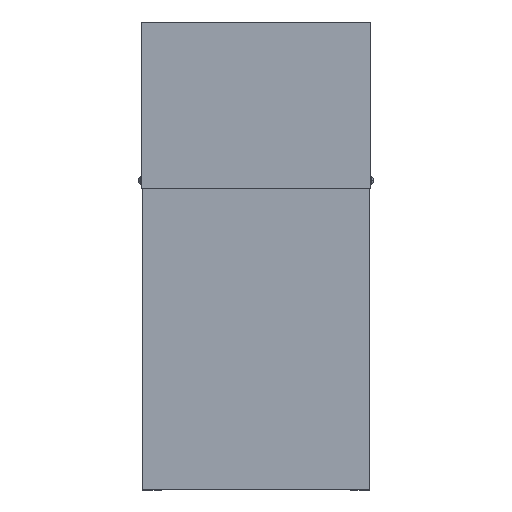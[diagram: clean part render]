
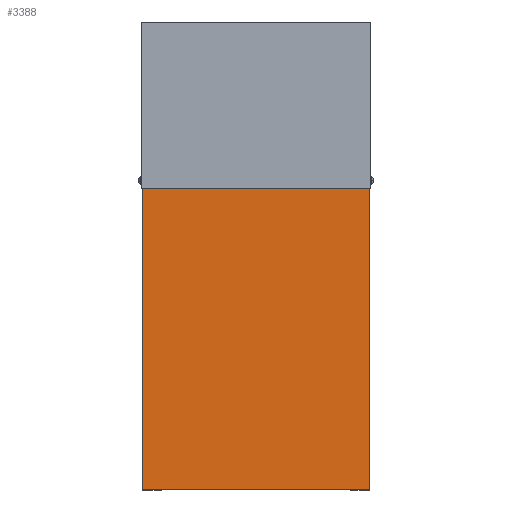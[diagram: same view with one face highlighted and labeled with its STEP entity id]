
A CAD part, top view. The second image highlights one B-rep face of the part: STEP entity #3388.
In plain terms, the highlighted planar face has unit normal (0, 0, 1).
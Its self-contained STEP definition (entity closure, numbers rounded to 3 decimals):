
#57 = VECTOR ( 'NONE', #1544, 1000. ) ;
#81 = VERTEX_POINT ( 'NONE', #1386 ) ;
#189 = DIRECTION ( 'NONE',  ( -1., 0., 0. ) ) ;
#269 = VERTEX_POINT ( 'NONE', #2552 ) ;
#327 = DIRECTION ( 'NONE',  ( 0., -1., 0. ) ) ;
#424 = ORIENTED_EDGE ( 'NONE', *, *, #604, .T. ) ;
#598 = CARTESIAN_POINT ( 'NONE',  ( 150., 418.2, 0. ) ) ;
#604 = EDGE_CURVE ( 'NONE', #269, #1733, #3073, .T. ) ;
#622 = DIRECTION ( 'NONE',  ( 0., 0., 1. ) ) ;
#713 = LINE ( 'NONE', #1300, #1147 ) ;
#960 = CARTESIAN_POINT ( 'NONE',  ( -150., -0.8, 0. ) ) ;
#964 = LINE ( 'NONE', #960, #57 ) ;
#1039 = CARTESIAN_POINT ( 'NONE',  ( 150., 418.2, 0. ) ) ;
#1081 = DIRECTION ( 'NONE',  ( 0., -1., 0. ) ) ;
#1134 = ORIENTED_EDGE ( 'NONE', *, *, #1955, .F. ) ;
#1147 = VECTOR ( 'NONE', #189, 1000. ) ;
#1238 = ORIENTED_EDGE ( 'NONE', *, *, #2074, .T. ) ;
#1300 = CARTESIAN_POINT ( 'NONE',  ( -150., 418.2, 0. ) ) ;
#1386 = CARTESIAN_POINT ( 'NONE',  ( 150., -0.8, 0. ) ) ;
#1396 = ORIENTED_EDGE ( 'NONE', *, *, #2404, .F. ) ;
#1467 = PLANE ( 'NONE',  #2391 ) ;
#1497 = EDGE_LOOP ( 'NONE', ( #424, #1134, #1396, #1238 ) ) ;
#1544 = DIRECTION ( 'NONE',  ( -1., 0., 0. ) ) ;
#1733 = VERTEX_POINT ( 'NONE', #3050 ) ;
#1955 = EDGE_CURVE ( 'NONE', #81, #1733, #964, .T. ) ;
#2074 = EDGE_CURVE ( 'NONE', #3020, #269, #713, .T. ) ;
#2206 = LINE ( 'NONE', #598, #3382 ) ;
#2242 = CARTESIAN_POINT ( 'NONE',  ( -150., 418.2, 0. ) ) ;
#2358 = VECTOR ( 'NONE', #1081, 1000. ) ;
#2391 = AXIS2_PLACEMENT_3D ( 'NONE', #2242, #622, #3134 ) ;
#2404 = EDGE_CURVE ( 'NONE', #3020, #81, #2206, .T. ) ;
#2431 = CARTESIAN_POINT ( 'NONE',  ( -150., 418.2, 0. ) ) ;
#2552 = CARTESIAN_POINT ( 'NONE',  ( -150., 418.2, 0. ) ) ;
#2758 = FACE_OUTER_BOUND ( 'NONE', #1497, .T. ) ;
#3020 = VERTEX_POINT ( 'NONE', #1039 ) ;
#3050 = CARTESIAN_POINT ( 'NONE',  ( -150., -0.8, 0. ) ) ;
#3073 = LINE ( 'NONE', #2431, #2358 ) ;
#3134 = DIRECTION ( 'NONE',  ( 1., 0., 0. ) ) ;
#3382 = VECTOR ( 'NONE', #327, 1000. ) ;
#3388 = ADVANCED_FACE ( 'NONE', ( #2758 ), #1467, .T. ) ;
